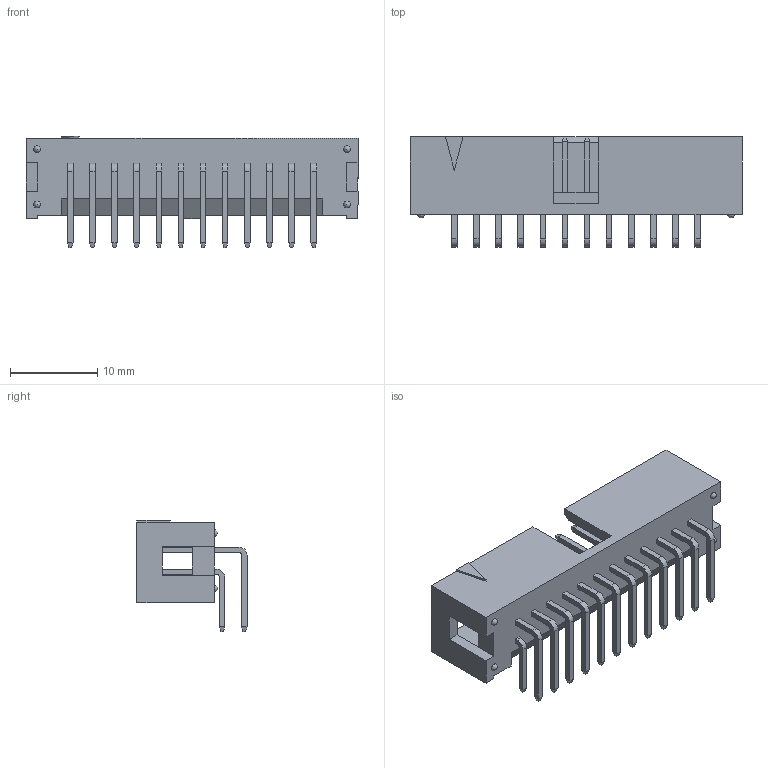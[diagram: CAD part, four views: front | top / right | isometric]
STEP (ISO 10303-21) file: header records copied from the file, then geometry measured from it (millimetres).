
FILE_DESCRIPTION (( 'STEP AP214' ), '1' );
FILE_NAME ('Samtec-TST-112-04-T-D-RA.step', '2013-09-24T06:59:03', ( 'Windows User' ), ( '' ), 'SwSTEP 2.0', 'SolidWorks 2013', '' );
FILE_SCHEMA (( 'AUTOMOTIVE_DESIGN' ));
Length unit declared in the file: inch
Products named in the file (1): Samtec-TST-112-04-T-D-RA
Bounding box: 38.1 x 12.64 x 12.78 mm (x, y, z)
Volume: 1596.2 mm3; surface area: 2910.8 mm2
Topology: 1 solids, 1 shells, 575 faces, 1393 edges, 864 vertices
Faces by surface type: plane 523, cylinder 48, sphere 4
Entity records: 16807 total; most frequent: CARTESIAN_POINT 2813, ORIENTED_EDGE 2762, DIRECTION 2637, EDGE_CURVE 1381, LINE 1277, VECTOR 1277, VERTEX_POINT 856, AXIS2_PLACEMENT_3D 680
